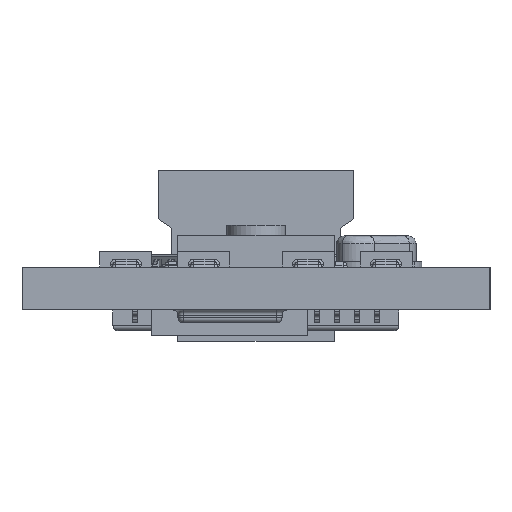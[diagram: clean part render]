
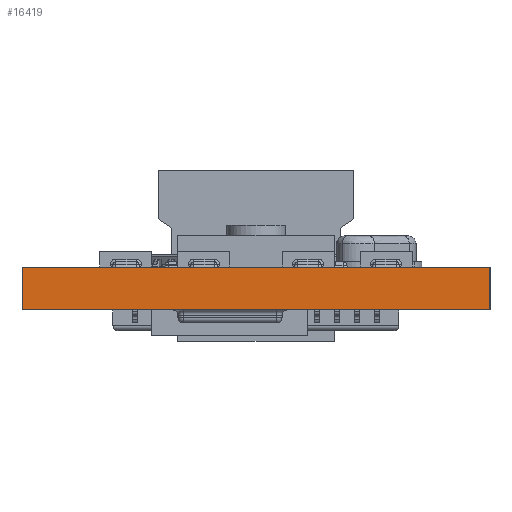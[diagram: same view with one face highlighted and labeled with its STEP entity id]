
A CAD part, left-side view. The second image highlights one B-rep face of the part: STEP entity #16419.
In plain terms, the highlighted planar face has unit normal (-1, 0, 0).
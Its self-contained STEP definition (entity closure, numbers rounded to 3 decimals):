
#2825=FACE_OUTER_BOUND('',#3873,.T.);
#3873=EDGE_LOOP('',(#13496,#13497,#13498,#13499));
#4952=LINE('',#27490,#6322);
#5192=LINE('',#28776,#6562);
#5193=LINE('',#28779,#6563);
#5194=LINE('',#28780,#6564);
#6322=VECTOR('',#20562,10.);
#6562=VECTOR('',#21654,10.);
#6563=VECTOR('',#21657,10.);
#6564=VECTOR('',#21658,10.);
#7714=VERTEX_POINT('',#27487);
#7715=VERTEX_POINT('',#27489);
#7989=VERTEX_POINT('',#28774);
#7990=VERTEX_POINT('',#28778);
#9467=EDGE_CURVE('',#7714,#7715,#4952,.T.);
#9945=EDGE_CURVE('',#7989,#7715,#5192,.T.);
#9946=EDGE_CURVE('',#7989,#7990,#5193,.T.);
#9947=EDGE_CURVE('',#7990,#7714,#5194,.T.);
#13496=ORIENTED_EDGE('',*,*,#9946,.F.);
#13497=ORIENTED_EDGE('',*,*,#9945,.T.);
#13498=ORIENTED_EDGE('',*,*,#9467,.F.);
#13499=ORIENTED_EDGE('',*,*,#9947,.F.);
#15597=PLANE('',#18034);
#16419=ADVANCED_FACE('',(#2825),#15597,.T.);
#18034=AXIS2_PLACEMENT_3D('',#28777,#21655,#21656);
#20562=DIRECTION('',(0.,-1.,0.));
#21654=DIRECTION('',(0.,0.,1.));
#21655=DIRECTION('center_axis',(-1.,0.,0.));
#21656=DIRECTION('ref_axis',(0.,-1.,0.));
#21657=DIRECTION('',(0.,1.,0.));
#21658=DIRECTION('',(0.,0.,1.));
#27487=CARTESIAN_POINT('',(-22.5,9.,1.65));
#27489=CARTESIAN_POINT('',(-22.5,-9.,1.65));
#27490=CARTESIAN_POINT('',(-22.5,-9.,1.65));
#28774=CARTESIAN_POINT('',(-22.5,-9.,0.));
#28776=CARTESIAN_POINT('',(-22.5,-9.,0.));
#28777=CARTESIAN_POINT('Origin',(-22.5,9.,0.));
#28778=CARTESIAN_POINT('',(-22.5,9.,0.));
#28779=CARTESIAN_POINT('',(-22.5,-9.,0.));
#28780=CARTESIAN_POINT('',(-22.5,9.,0.));
